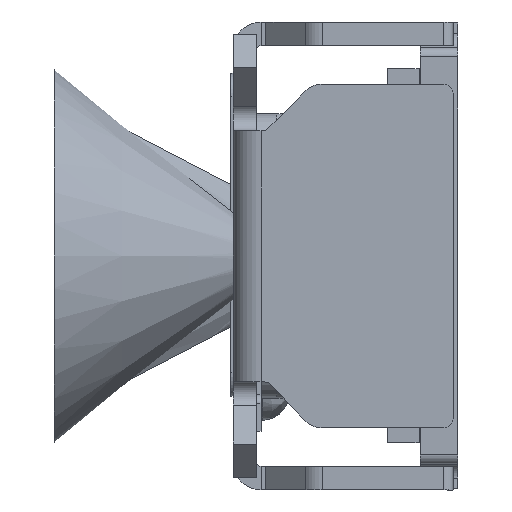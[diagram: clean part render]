
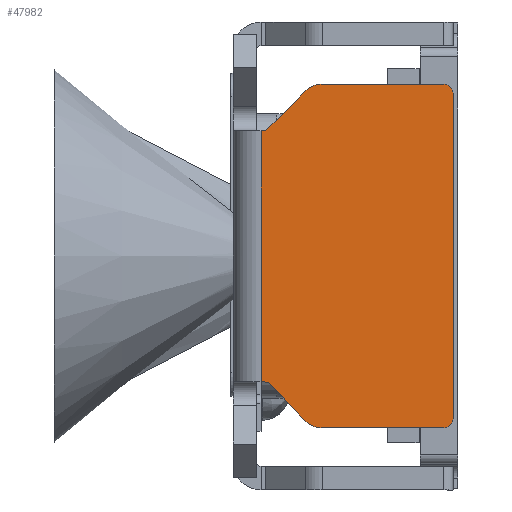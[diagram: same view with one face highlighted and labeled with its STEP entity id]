
A CAD part, left-side view. The second image highlights one B-rep face of the part: STEP entity #47982.
In plain terms, the highlighted planar face has unit normal (-1, 0, 0).
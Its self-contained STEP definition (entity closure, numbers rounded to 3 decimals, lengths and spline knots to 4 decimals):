
#3509=PLANE('',#51023);
#5975=FACE_OUTER_BOUND('',#8660,.T.);
#8660=EDGE_LOOP('',(#44483,#44484,#44485,#44486,#44487,#44488,#44489,#44490,
#44491,#44492,#44493,#44494));
#14337=LINE('',#89374,#20037);
#14341=LINE('',#89382,#20041);
#14342=LINE('',#89385,#20042);
#14345=LINE('',#89391,#20045);
#14346=LINE('',#89395,#20046);
#14347=LINE('',#89399,#20047);
#14348=LINE('',#89403,#20048);
#14349=LINE('',#89406,#20049);
#20037=VECTOR('',#62250,1000.);
#20041=VECTOR('',#62258,1000.);
#20042=VECTOR('',#62261,1000.);
#20045=VECTOR('',#62266,1000.);
#20046=VECTOR('',#62269,1000.);
#20047=VECTOR('',#62272,1000.);
#20048=VECTOR('',#62275,1000.);
#20049=VECTOR('',#62278,1000.);
#20747=CIRCLE('',#51024,0.4822);
#20748=CIRCLE('',#51025,0.2);
#20749=CIRCLE('',#51026,0.2);
#20750=CIRCLE('',#51027,0.5);
#24972=VERTEX_POINT('',#89270);
#24974=VERTEX_POINT('',#89337);
#24976=VERTEX_POINT('',#89380);
#24977=VERTEX_POINT('',#89384);
#24979=VERTEX_POINT('',#89390);
#24980=VERTEX_POINT('',#89392);
#24981=VERTEX_POINT('',#89394);
#24982=VERTEX_POINT('',#89396);
#24983=VERTEX_POINT('',#89398);
#24984=VERTEX_POINT('',#89400);
#24985=VERTEX_POINT('',#89402);
#24986=VERTEX_POINT('',#89404);
#31531=EDGE_CURVE('',#24972,#24974,#14337,.T.);
#31535=EDGE_CURVE('',#24974,#24976,#14341,.T.);
#31536=EDGE_CURVE('',#24977,#24972,#14342,.T.);
#31539=EDGE_CURVE('',#24976,#24979,#14345,.T.);
#31540=EDGE_CURVE('',#24979,#24980,#20747,.T.);
#31541=EDGE_CURVE('',#24980,#24981,#14346,.T.);
#31542=EDGE_CURVE('',#24981,#24982,#20748,.T.);
#31543=EDGE_CURVE('',#24982,#24983,#14347,.T.);
#31544=EDGE_CURVE('',#24983,#24984,#20749,.T.);
#31545=EDGE_CURVE('',#24984,#24985,#14348,.T.);
#31546=EDGE_CURVE('',#24985,#24986,#20750,.T.);
#31547=EDGE_CURVE('',#24986,#24977,#14349,.T.);
#44483=ORIENTED_EDGE('',*,*,#31536,.T.);
#44484=ORIENTED_EDGE('',*,*,#31531,.T.);
#44485=ORIENTED_EDGE('',*,*,#31535,.T.);
#44486=ORIENTED_EDGE('',*,*,#31539,.T.);
#44487=ORIENTED_EDGE('',*,*,#31540,.T.);
#44488=ORIENTED_EDGE('',*,*,#31541,.T.);
#44489=ORIENTED_EDGE('',*,*,#31542,.T.);
#44490=ORIENTED_EDGE('',*,*,#31543,.T.);
#44491=ORIENTED_EDGE('',*,*,#31544,.T.);
#44492=ORIENTED_EDGE('',*,*,#31545,.T.);
#44493=ORIENTED_EDGE('',*,*,#31546,.T.);
#44494=ORIENTED_EDGE('',*,*,#31547,.T.);
#47982=ADVANCED_FACE('',(#5975),#3509,.T.);
#51023=AXIS2_PLACEMENT_3D('',#89389,#62264,#62265);
#51024=AXIS2_PLACEMENT_3D('',#89393,#62267,#62268);
#51025=AXIS2_PLACEMENT_3D('',#89397,#62270,#62271);
#51026=AXIS2_PLACEMENT_3D('',#89401,#62273,#62274);
#51027=AXIS2_PLACEMENT_3D('',#89405,#62276,#62277);
#62250=DIRECTION('',(0.,1.,0.));
#62258=DIRECTION('',(0.,0.1,-0.995));
#62261=DIRECTION('',(0.,0.,1.));
#62264=DIRECTION('center_axis',(-1.,0.,0.));
#62265=DIRECTION('ref_axis',(0.,0.,
1.));
#62266=DIRECTION('',(0.,0.718,-0.696));
#62267=DIRECTION('center_axis',(-1.,0.,0.));
#62268=DIRECTION('ref_axis',(0.,0.,
1.));
#62269=DIRECTION('',(0.,0.,-1.));
#62270=DIRECTION('center_axis',(-1.,0.,0.));
#62271=DIRECTION('ref_axis',(0.,0.,
1.));
#62272=DIRECTION('',(0.,-1.,0.));
#62273=DIRECTION('center_axis',(-1.,0.,0.));
#62274=DIRECTION('ref_axis',(0.,0.,
1.));
#62275=DIRECTION('',(0.,0.,1.));
#62276=DIRECTION('center_axis',(-1.,0.,0.));
#62277=DIRECTION('ref_axis',(0.,0.,
1.));
#62278=DIRECTION('',(0.,0.707,0.707));
#89270=CARTESIAN_POINT('',(-34.425,-2.675,-0.6));
#89337=CARTESIAN_POINT('',(-34.425,2.685,-0.6));
#89374=CARTESIAN_POINT('',(-34.425,3.1928,-0.6));
#89380=CARTESIAN_POINT('',(-34.425,2.7,-0.75));
#89382=CARTESIAN_POINT('',(-34.425,2.8187,-1.9371));
#89384=CARTESIAN_POINT('',(-34.425,-2.675,-0.7));
#89385=CARTESIAN_POINT('',(-34.425,-2.675,-1.8997));
#89389=CARTESIAN_POINT('Origin',(-34.425,3.1928,-1.8997));
#89390=CARTESIAN_POINT('',(-34.425,3.5286,-1.5536));
#89391=CARTESIAN_POINT('',(-34.425,3.5286,-1.5536));
#89392=CARTESIAN_POINT('',(-34.425,3.675,-1.9071));
#89393=CARTESIAN_POINT('Origin',(-34.425,3.1928,-1.8997));
#89394=CARTESIAN_POINT('',(-34.425,3.675,-4.5));
#89395=CARTESIAN_POINT('',(-34.425,3.675,-1.8997));
#89396=CARTESIAN_POINT('',(-34.425,3.475,-4.7));
#89397=CARTESIAN_POINT('Origin',(-34.425,3.475,-4.5));
#89398=CARTESIAN_POINT('',(-34.425,-3.475,-4.7));
#89399=CARTESIAN_POINT('',(-34.425,3.1928,-4.7));
#89400=CARTESIAN_POINT('',(-34.425,-3.675,-4.5));
#89401=CARTESIAN_POINT('Origin',(-34.425,-3.475,-4.5));
#89402=CARTESIAN_POINT('',(-34.425,-3.675,-1.9071));
#89403=CARTESIAN_POINT('',(-34.425,-3.675,-1.8997));
#89404=CARTESIAN_POINT('',(-34.425,-3.5286,-1.5536));
#89405=CARTESIAN_POINT('Origin',(-34.425,-3.175,-1.9071));
#89406=CARTESIAN_POINT('',(-34.425,-0.3409,1.6341));
